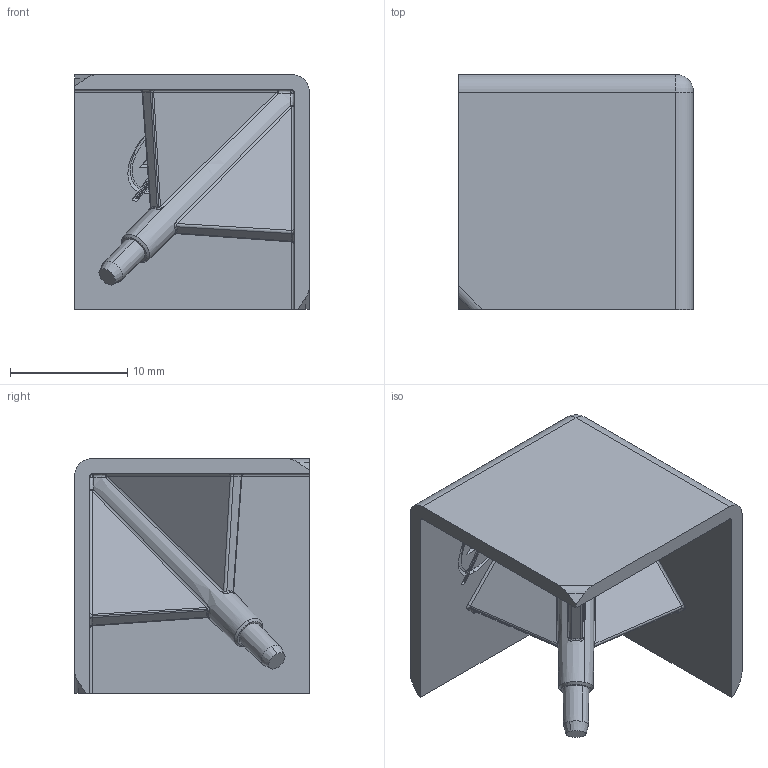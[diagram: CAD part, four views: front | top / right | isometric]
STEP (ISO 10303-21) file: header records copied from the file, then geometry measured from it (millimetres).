
FILE_DESCRIPTION (( 'STEP AP203' ), '1' );
FILE_NAME ('093WEA202A.step', '2016-01-04T13:38:50', ( '' ), ( '' ), 'SwSTEP 2.0', 'SolidWorks 2015', '' );
FILE_SCHEMA (( 'CONFIG_CONTROL_DESIGN' ));
Length unit declared in the file: millimetre
Products named in the file (1): 093WEA202A
Bounding box: 20 x 20 x 20 mm (x, y, z)
Volume: 1937.8 mm3; surface area: 2947.5 mm2
Topology: 1 solids, 1 shells, 220 faces, 585 edges, 368 vertices
Faces by surface type: plane 127, bspline 38, cylinder 33, sphere 14, cone 8
Entity records: 7274 total; most frequent: CARTESIAN_POINT 2124, ORIENTED_EDGE 1156, DIRECTION 936, EDGE_CURVE 578, VECTOR 382, LINE 382, VERTEX_POINT 367, AXIS2_PLACEMENT_3D 277
